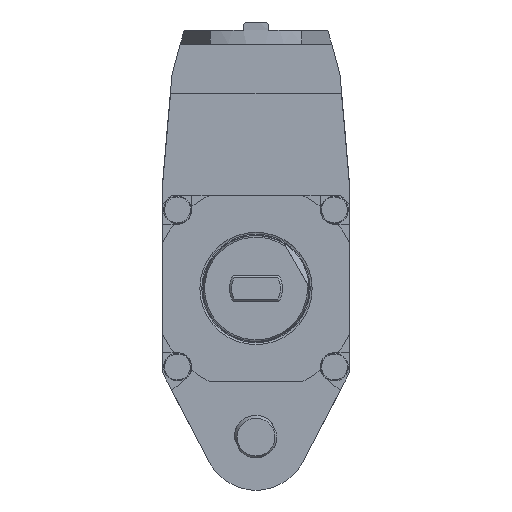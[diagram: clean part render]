
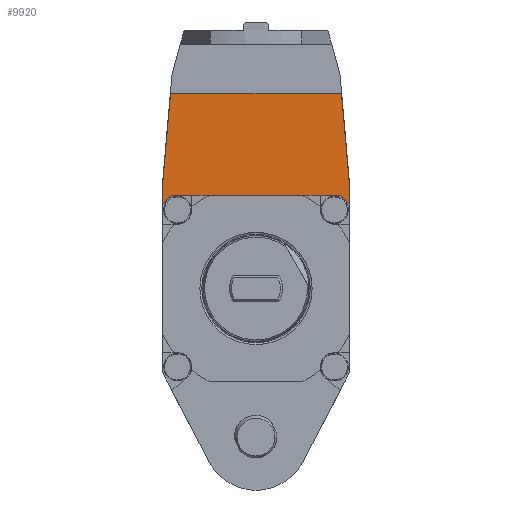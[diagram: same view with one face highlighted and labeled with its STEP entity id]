
A CAD part, front view. The second image highlights one B-rep face of the part: STEP entity #9920.
In plain terms, the highlighted planar face has unit normal (0, -1, 0).
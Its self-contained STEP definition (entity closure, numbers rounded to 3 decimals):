
#218 = VERTEX_POINT ( 'NONE', #3482 ) ;
#1151 = FACE_OUTER_BOUND ( 'NONE', #26171, .T. ) ;
#2034 = ORIENTED_EDGE ( 'NONE', *, *, #2606, .F. ) ;
#2606 = EDGE_CURVE ( 'NONE', #17248, #218, #6928, .T. ) ;
#2837 = CARTESIAN_POINT ( 'NONE',  ( 44., -91., -89. ) ) ;
#3461 = DIRECTION ( 'NONE',  ( 1., 0., 0. ) ) ;
#3482 = CARTESIAN_POINT ( 'NONE',  ( 44., -91., -0.863 ) ) ;
#3771 = EDGE_CURVE ( 'NONE', #22121, #8711, #11731, .T. ) ;
#4594 = ORIENTED_EDGE ( 'NONE', *, *, #26245, .F. ) ;
#4800 = VERTEX_POINT ( 'NONE', #19753 ) ;
#5556 = CARTESIAN_POINT ( 'NONE',  ( 0., -91., -50. ) ) ;
#5592 = DIRECTION ( 'NONE',  ( 0., 1., 0. ) ) ;
#5882 = EDGE_CURVE ( 'NONE', #23932, #19068, #10989, .T. ) ;
#6472 = LINE ( 'NONE', #2837, #12394 ) ;
#6528 = VECTOR ( 'NONE', #9142, 1000. ) ;
#6581 = ORIENTED_EDGE ( 'NONE', *, *, #21699, .F. ) ;
#6928 = LINE ( 'NONE', #22074, #13058 ) ;
#7152 = AXIS2_PLACEMENT_3D ( 'NONE', #7533, #5592, #7798 ) ;
#7280 = ORIENTED_EDGE ( 'NONE', *, *, #8582, .F. ) ;
#7533 = CARTESIAN_POINT ( 'NONE',  ( 0., -91., -50. ) ) ;
#7798 = DIRECTION ( 'NONE',  ( 0., 0., 1. ) ) ;
#7898 = EDGE_CURVE ( 'NONE', #19068, #21214, #10051, .T. ) ;
#8235 = DIRECTION ( 'NONE',  ( -1., 0., 0. ) ) ;
#8291 = VECTOR ( 'NONE', #23148, 1000. ) ;
#8582 = EDGE_CURVE ( 'NONE', #218, #22121, #6472, .T. ) ;
#8711 = VERTEX_POINT ( 'NONE', #24191 ) ;
#8814 = VECTOR ( 'NONE', #18598, 1000. ) ;
#9142 = DIRECTION ( 'NONE',  ( -1., 0., 0. ) ) ;
#9920 = ADVANCED_FACE ( 'Defeature completata1_245', ( #1151 ), #20327, .F. ) ;
#10051 = LINE ( 'NONE', #14737, #8814 ) ;
#10989 = CIRCLE ( 'NONE', #15810, 59.25 ) ;
#11653 = LINE ( 'NONE', #26618, #21756 ) ;
#11731 = CIRCLE ( 'NONE', #13055, 59.25 ) ;
#12394 = VECTOR ( 'NONE', #25430, 1000. ) ;
#13055 = AXIS2_PLACEMENT_3D ( 'NONE', #18710, #27089, #8235 ) ;
#13058 = VECTOR ( 'NONE', #17823, 1000. ) ;
#14737 = CARTESIAN_POINT ( 'NONE',  ( -44., -91., -89. ) ) ;
#14923 = CARTESIAN_POINT ( 'NONE',  ( -44., -91., -0.863 ) ) ;
#15810 = AXIS2_PLACEMENT_3D ( 'NONE', #5556, #18774, #27151 ) ;
#16368 = EDGE_CURVE ( 'NONE', #8711, #23932, #25642, .T. ) ;
#17116 = LINE ( 'NONE', #14923, #8291 ) ;
#17248 = VERTEX_POINT ( 'NONE', #17610 ) ;
#17610 = CARTESIAN_POINT ( 'NONE',  ( 40.25, -91., 42. ) ) ;
#17823 = DIRECTION ( 'NONE',  ( 0.087, 0., -0.996 ) ) ;
#18051 = CARTESIAN_POINT ( 'NONE',  ( -44., -91., -10.319 ) ) ;
#18176 = CARTESIAN_POINT ( 'NONE',  ( -39.681, -91., -6. ) ) ;
#18269 = ORIENTED_EDGE ( 'NONE', *, *, #16368, .F. ) ;
#18598 = DIRECTION ( 'NONE',  ( 0., 0., 1. ) ) ;
#18702 = CARTESIAN_POINT ( 'NONE',  ( 44., -91., -10.319 ) ) ;
#18710 = CARTESIAN_POINT ( 'NONE',  ( 0., -91., -50. ) ) ;
#18774 = DIRECTION ( 'NONE',  ( 0., -1., 0. ) ) ;
#19068 = VERTEX_POINT ( 'NONE', #18051 ) ;
#19609 = CARTESIAN_POINT ( 'NONE',  ( 0., -91., -6. ) ) ;
#19753 = CARTESIAN_POINT ( 'NONE',  ( -40.25, -91., 42. ) ) ;
#20059 = ORIENTED_EDGE ( 'NONE', *, *, #7898, .F. ) ;
#20327 = PLANE ( 'NONE',  #7152 ) ;
#21214 = VERTEX_POINT ( 'NONE', #26014 ) ;
#21699 = EDGE_CURVE ( 'NONE', #21214, #4800, #17116, .T. ) ;
#21756 = VECTOR ( 'NONE', #3461, 1000. ) ;
#22074 = CARTESIAN_POINT ( 'NONE',  ( 44., -91., -0.863 ) ) ;
#22121 = VERTEX_POINT ( 'NONE', #18702 ) ;
#22902 = ORIENTED_EDGE ( 'NONE', *, *, #3771, .F. ) ;
#23148 = DIRECTION ( 'NONE',  ( 0.087, 0., 0.996 ) ) ;
#23430 = ORIENTED_EDGE ( 'NONE', *, *, #5882, .F. ) ;
#23932 = VERTEX_POINT ( 'NONE', #18176 ) ;
#24191 = CARTESIAN_POINT ( 'NONE',  ( 39.681, -91., -6. ) ) ;
#25430 = DIRECTION ( 'NONE',  ( 0., 0., -1. ) ) ;
#25642 = LINE ( 'NONE', #19609, #6528 ) ;
#26014 = CARTESIAN_POINT ( 'NONE',  ( -44., -91., -0.863 ) ) ;
#26171 = EDGE_LOOP ( 'NONE', ( #23430, #18269, #22902, #7280, #2034, #4594, #6581, #20059 ) ) ;
#26245 = EDGE_CURVE ( 'NONE', #4800, #17248, #11653, .T. ) ;
#26618 = CARTESIAN_POINT ( 'NONE',  ( -40.25, -91., 42. ) ) ;
#27089 = DIRECTION ( 'NONE',  ( 0., -1., 0. ) ) ;
#27151 = DIRECTION ( 'NONE',  ( -1., 0., 0. ) ) ;
